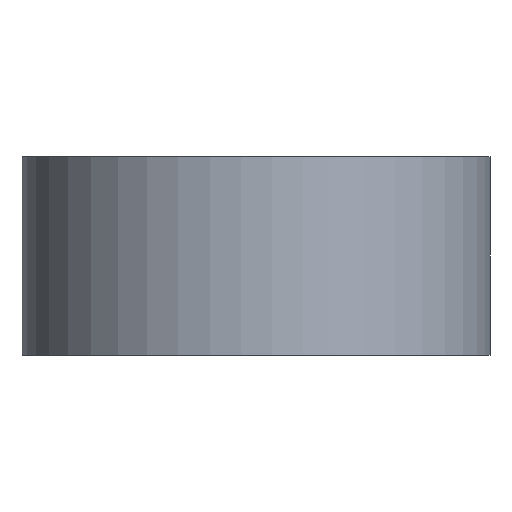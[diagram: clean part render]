
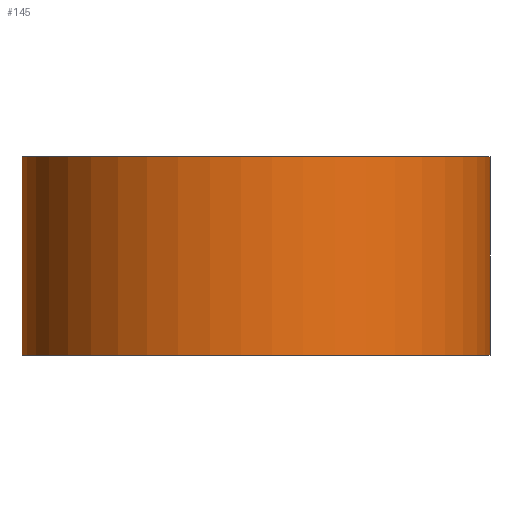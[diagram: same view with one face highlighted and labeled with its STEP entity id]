
A CAD part, front view. The second image highlights one B-rep face of the part: STEP entity #145.
In plain terms, the highlighted free-form (B-spline) face has degree [2, 1] with [9, 2] control points.
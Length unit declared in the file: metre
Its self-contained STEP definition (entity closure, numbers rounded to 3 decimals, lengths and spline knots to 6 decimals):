
#4 = CARTESIAN_POINT('NONE', (8.38708, 0., -3.556));
#5 = VERTEX_POINT('NONE', #4);
#6 = CARTESIAN_POINT('NONE', (8.38708, 0., 3.556));
#7 = VERTEX_POINT('NONE', #6);
#16 = CARTESIAN_POINT('NONE', (8.38708, 0., -3.556));
#17 = CARTESIAN_POINT('NONE', (8.38708, 8.38708, -3.556));
#18 = CARTESIAN_POINT('NONE', (0., 8.38708, -3.556));
#19 = CARTESIAN_POINT('NONE', (-8.38708, 8.38708, -3.556));
#20 = CARTESIAN_POINT('NONE', (-8.38708, 0., -3.556));
#21 = CARTESIAN_POINT('NONE', (-8.38708, -8.38708, -3.556));
#22 = CARTESIAN_POINT('NONE', (0., -8.38708, -3.556));
#23 = CARTESIAN_POINT('NONE', (8.38708, -8.38708, -3.556));
#24 = CARTESIAN_POINT('NONE', (8.38708, 0., -3.556));
#25 = (
  BOUNDED_CURVE()
  B_SPLINE_CURVE(2, (#16, #17, #18, #19, #20, #21, #22, #23, #24), .UNSPECIFIED., .F., .F.)
  B_SPLINE_CURVE_WITH_KNOTS((3, 2, 2, 2, 3), (-6.283185, -4.712389, -3.141593, -1.570796, -0), .UNSPECIFIED.)
  CURVE()
  GEOMETRIC_REPRESENTATION_ITEM()
  RATIONAL_B_SPLINE_CURVE((1, 0.707, 1, 0.707, 1, 0.707, 1, 0.707, 1))
  REPRESENTATION_ITEM('NONE')
);
#26 = DIRECTION('NONE', (0, 0, 1));
#27 = VECTOR('NONE', #26, 1);
#28 = CARTESIAN_POINT('NONE', (8.38708, 0, -3.556));
#29 = LINE('NONE', #28, #27);
#30 = CARTESIAN_POINT('NONE', (8.38708, 0., 3.556));
#31 = CARTESIAN_POINT('NONE', (8.38708, 8.38708, 3.556));
#32 = CARTESIAN_POINT('NONE', (0., 8.38708, 3.556));
#33 = CARTESIAN_POINT('NONE', (-8.38708, 8.38708, 3.556));
#34 = CARTESIAN_POINT('NONE', (-8.38708, 0., 3.556));
#35 = CARTESIAN_POINT('NONE', (-8.38708, -8.38708, 3.556));
#36 = CARTESIAN_POINT('NONE', (0., -8.38708, 3.556));
#37 = CARTESIAN_POINT('NONE', (8.38708, -8.38708, 3.556));
#38 = CARTESIAN_POINT('NONE', (8.38708, 0., 3.556));
#39 = (
  BOUNDED_CURVE()
  B_SPLINE_CURVE(2, (#30, #31, #32, #33, #34, #35, #36, #37, #38), .UNSPECIFIED., .F., .F.)
  B_SPLINE_CURVE_WITH_KNOTS((3, 2, 2, 2, 3), (-6.283185, -4.712389, -3.141593, -1.570796, -0), .UNSPECIFIED.)
  CURVE()
  GEOMETRIC_REPRESENTATION_ITEM()
  RATIONAL_B_SPLINE_CURVE((1, 0.707, 1, 0.707, 1, 0.707, 1, 0.707, 1))
  REPRESENTATION_ITEM('NONE')
);
#69 = EDGE_CURVE('NONE', #5, #5, #25, .T.);
#70 = EDGE_CURVE('NONE', #5, #7, #29, .T.);
#71 = EDGE_CURVE('NONE', #7, #7, #39, .T.);
#81 = ORIENTED_EDGE('NONE', *, *, #69, .F.);
#82 = ORIENTED_EDGE('NONE', *, *, #70, .T.);
#83 = ORIENTED_EDGE('NONE', *, *, #71, .T.);
#84 = ORIENTED_EDGE('NONE', *, *, #70, .F.);
#85 = EDGE_LOOP('NONE', (#81, #82, #83, #84));
#100 = CARTESIAN_POINT('NONE', (8.38708, 0, -3.556));
#101 = CARTESIAN_POINT('NONE', (8.38708, 0, 3.556));
#102 = CARTESIAN_POINT('NONE', (8.38708, -8.38708, -3.556));
#103 = CARTESIAN_POINT('NONE', (8.38708, -8.38708, 3.556));
#104 = CARTESIAN_POINT('NONE', (0., -8.38708, -3.556));
#105 = CARTESIAN_POINT('NONE', (0., -8.38708, 3.556));
#106 = CARTESIAN_POINT('NONE', (-8.38708, -8.38708, -3.556));
#107 = CARTESIAN_POINT('NONE', (-8.38708, -8.38708, 3.556));
#108 = CARTESIAN_POINT('NONE', (-8.38708, 0., -3.556));
#109 = CARTESIAN_POINT('NONE', (-8.38708, 0., 3.556));
#110 = CARTESIAN_POINT('NONE', (-8.38708, 8.38708, -3.556));
#111 = CARTESIAN_POINT('NONE', (-8.38708, 8.38708, 3.556));
#112 = CARTESIAN_POINT('NONE', (0., 8.38708, -3.556));
#113 = CARTESIAN_POINT('NONE', (0., 8.38708, 3.556));
#114 = CARTESIAN_POINT('NONE', (8.38708, 8.38708, -3.556));
#115 = CARTESIAN_POINT('NONE', (8.38708, 8.38708, 3.556));
#116 = CARTESIAN_POINT('NONE', (8.38708, 0, -3.556));
#117 = CARTESIAN_POINT('NONE', (8.38708, 0, 3.556));
#118 = (
  BOUNDED_SURFACE()
  B_SPLINE_SURFACE(2, 1, ((#100, #101), (#102, #103), (#104, #105), (#106, #107), (#108, #109), (#110, #111), (#112, #113), (#114, #115), (#116, #117)), .UNSPECIFIED., .F., .F., .F.)
  B_SPLINE_SURFACE_WITH_KNOTS((3, 2, 2, 2, 3), (2, 2), (0, 1.570796, 3.141593, 4.712389, 6.283185), (0, 7112), .UNSPECIFIED.)
  GEOMETRIC_REPRESENTATION_ITEM()
  RATIONAL_B_SPLINE_SURFACE(((1, 1), (0.707, 0.707), (1, 1), (0.707, 0.707), (1, 1), (0.707, 0.707), (1, 1), (0.707, 0.707), (1, 1)))
  REPRESENTATION_ITEM('NONE')
  SURFACE()
);
#144 = FACE_OUTER_BOUND('NONE', #85, .F.);
#145 = ADVANCED_FACE('NONE', (#144), #118, .F.);
